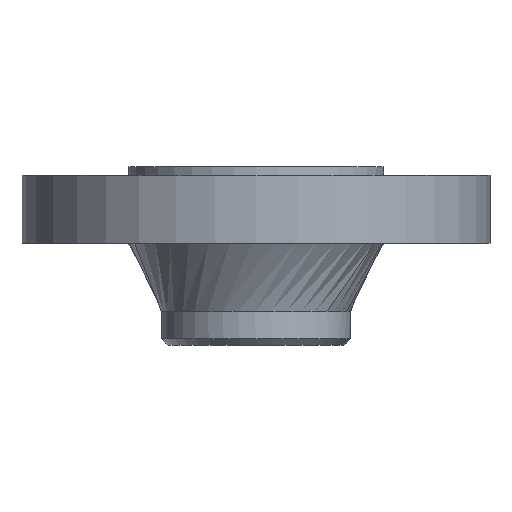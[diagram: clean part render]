
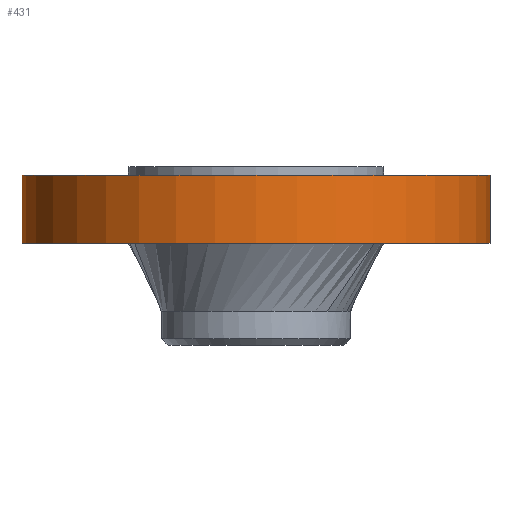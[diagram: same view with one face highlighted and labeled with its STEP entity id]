
A CAD part, front view. The second image highlights one B-rep face of the part: STEP entity #431.
In plain terms, the highlighted cylindrical face has radius 174.625 mm (diameter 349.25 mm), a partial arc.
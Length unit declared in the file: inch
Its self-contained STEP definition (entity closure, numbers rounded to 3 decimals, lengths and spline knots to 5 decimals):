
#73 = CARTESIAN_POINT ( 'NONE',  ( 0., 0., -21.44544 ) ) ;
#150 = CIRCLE ( 'NONE', #1007, 6.875 ) ;
#154 = CYLINDRICAL_SURFACE ( 'NONE', #897, 6.875 ) ;
#186 = DIRECTION ( 'NONE',  ( 0., 0., 1. ) ) ;
#213 = DIRECTION ( 'NONE',  ( 0., 0., 1. ) ) ;
#214 = VERTEX_POINT ( 'NONE', #369 ) ;
#268 = EDGE_CURVE ( 'NONE', #214, #518, #150, .T. ) ;
#290 = VERTEX_POINT ( 'NONE', #773 ) ;
#300 = CARTESIAN_POINT ( 'NONE',  ( -6.875, 0., -21.44544 ) ) ;
#315 = CIRCLE ( 'NONE', #455, 6.875 ) ;
#364 = DIRECTION ( 'NONE',  ( 1., 0., 0. ) ) ;
#369 = CARTESIAN_POINT ( 'NONE',  ( 6.875, 0., -2. ) ) ;
#379 = ORIENTED_EDGE ( 'NONE', *, *, #959, .F. ) ;
#380 = ORIENTED_EDGE ( 'NONE', *, *, #491, .F. ) ;
#382 = DIRECTION ( 'NONE',  ( 0., 0., -1. ) ) ;
#389 = ORIENTED_EDGE ( 'NONE', *, *, #613, .T. ) ;
#412 = DIRECTION ( 'NONE',  ( 1., 0., 0. ) ) ;
#416 = DIRECTION ( 'NONE',  ( 0., 0., 1. ) ) ;
#431 = ADVANCED_FACE ( 'NONE', ( #835 ), #154, .T. ) ;
#438 = VECTOR ( 'NONE', #846, 39.37008 ) ;
#455 = AXIS2_PLACEMENT_3D ( 'NONE', #643, #186, #364 ) ;
#491 = EDGE_CURVE ( 'NONE', #518, #778, #650, .T. ) ;
#518 = VERTEX_POINT ( 'NONE', #1044 ) ;
#563 = VECTOR ( 'NONE', #213, 39.37008 ) ;
#613 = EDGE_CURVE ( 'NONE', #214, #290, #735, .T. ) ;
#641 = CARTESIAN_POINT ( 'NONE',  ( 0., 0., -2. ) ) ;
#643 = CARTESIAN_POINT ( 'NONE',  ( 0., 0., 0. ) ) ;
#650 = LINE ( 'NONE', #300, #563 ) ;
#668 = CARTESIAN_POINT ( 'NONE',  ( 6.875, 0., -21.44544 ) ) ;
#689 = ORIENTED_EDGE ( 'NONE', *, *, #268, .F. ) ;
#704 = EDGE_LOOP ( 'NONE', ( #380, #689, #389, #379 ) ) ;
#735 = LINE ( 'NONE', #668, #438 ) ;
#773 = CARTESIAN_POINT ( 'NONE',  ( 6.875, 0., 0. ) ) ;
#778 = VERTEX_POINT ( 'NONE', #824 ) ;
#824 = CARTESIAN_POINT ( 'NONE',  ( -6.875, 0., 0. ) ) ;
#835 = FACE_OUTER_BOUND ( 'NONE', #704, .T. ) ;
#846 = DIRECTION ( 'NONE',  ( 0., 0., 1. ) ) ;
#897 = AXIS2_PLACEMENT_3D ( 'NONE', #73, #416, #412 ) ;
#911 = DIRECTION ( 'NONE',  ( 1., 0., 0. ) ) ;
#959 = EDGE_CURVE ( 'NONE', #778, #290, #315, .T. ) ;
#1007 = AXIS2_PLACEMENT_3D ( 'NONE', #641, #382, #911 ) ;
#1044 = CARTESIAN_POINT ( 'NONE',  ( -6.875, 0., -2. ) ) ;
